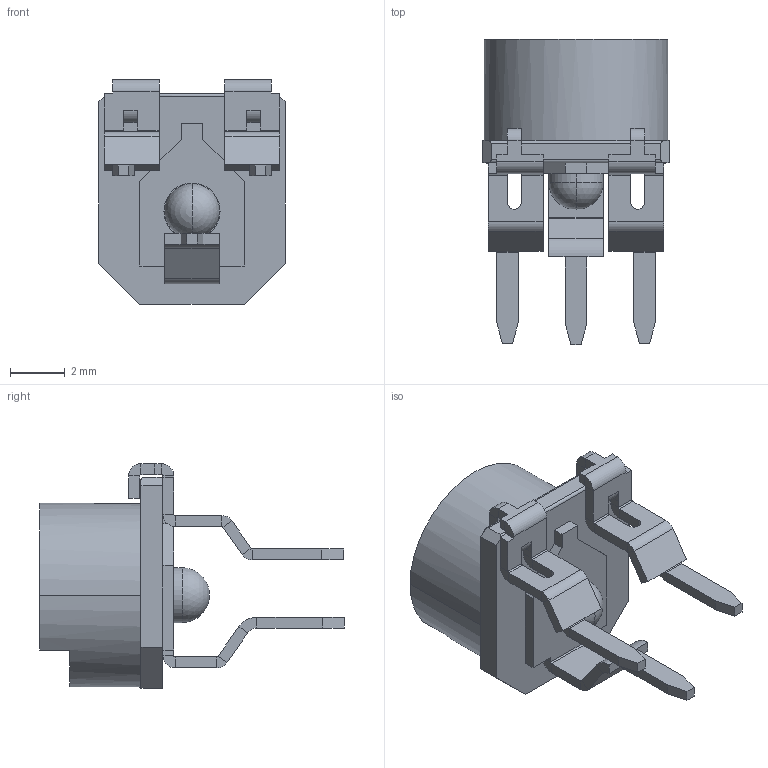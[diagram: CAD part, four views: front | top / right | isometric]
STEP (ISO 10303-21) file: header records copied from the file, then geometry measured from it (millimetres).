
FILE_DESCRIPTION((''),'2;1');
FILE_NAME('36P_SW0001','2013-05-20T',('BMozley'),(''),'PRO/ENGINEER BY PARAMETRIC TECHNOLOGY CORPORATION, 2013050','PRO/ENGINEER BY PARAMETRIC TECHNOLOGY CORPORATION, 2013050','');
FILE_SCHEMA(('CONFIG_CONTROL_DESIGN'));
Length unit declared in the file: millimetre
Products named in the file (1): 36P_SW0001
Bounding box: 6.8 x 11.13 x 8.2 mm (x, y, z)
Volume: 180.4 mm3; surface area: 339.9 mm2
Topology: 1 solids, 1 shells, 268 faces, 626 edges, 358 vertices
Faces by surface type: plane 212, cylinder 52, sphere 4
Entity records: 7453 total; most frequent: CARTESIAN_POINT 1331, DIRECTION 1266, ORIENTED_EDGE 1248, EDGE_CURVE 624, VECTOR 486, LINE 486, AXIS2_PLACEMENT_3D 390, VERTEX_POINT 358
